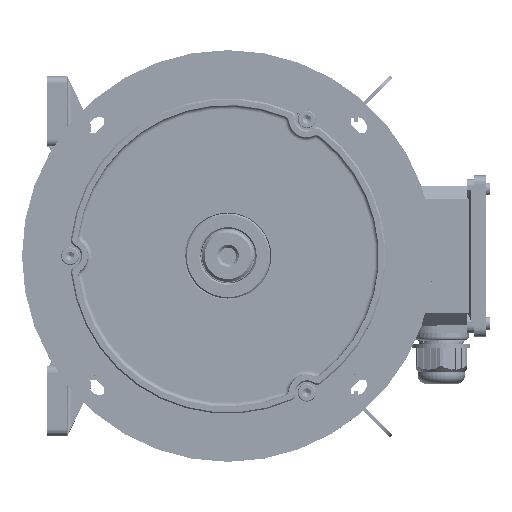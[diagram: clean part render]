
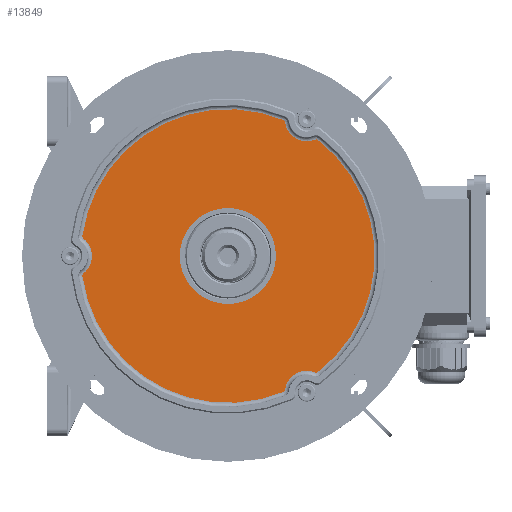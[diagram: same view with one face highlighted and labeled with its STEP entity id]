
A CAD part, top view. The second image highlights one B-rep face of the part: STEP entity #13849.
In plain terms, the highlighted planar face has unit normal (0, 0, 1).
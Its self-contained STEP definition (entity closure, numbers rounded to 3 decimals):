
#8235=FACE_BOUND('',#27214,.T.);
#8236=FACE_BOUND('',#27215,.T.);
#13849=ADVANCED_FACE('',(#8235,#8236),#18259,.F.);
#18259=PLANE('',#107562);
#27214=EDGE_LOOP('',(#48312));
#27215=EDGE_LOOP('',(#48313,#48314,#48315,#48316,#48317,#48318,#48319,#48320,
#48321,#48322,#48323,#48324));
#32362=CIRCLE('',#107540,107.);
#32365=CIRCLE('',#107544,107.);
#32367=CIRCLE('',#107547,107.);
#32371=CIRCLE('',#107552,35.);
#32372=CIRCLE('',#107553,16.);
#32373=CIRCLE('',#107554,2.);
#32374=CIRCLE('',#107555,2.);
#32375=CIRCLE('',#107556,16.);
#32376=CIRCLE('',#107557,2.);
#32377=CIRCLE('',#107558,2.);
#32378=CIRCLE('',#107559,16.);
#32379=CIRCLE('',#107560,2.);
#32380=CIRCLE('',#107561,2.);
#48312=ORIENTED_EDGE('',*,*,#79942,.F.);
#48313=ORIENTED_EDGE('',*,*,#79943,.T.);
#48314=ORIENTED_EDGE('',*,*,#79944,.T.);
#48315=ORIENTED_EDGE('',*,*,#79938,.T.);
#48316=ORIENTED_EDGE('',*,*,#79945,.T.);
#48317=ORIENTED_EDGE('',*,*,#79946,.T.);
#48318=ORIENTED_EDGE('',*,*,#79947,.T.);
#48319=ORIENTED_EDGE('',*,*,#79936,.T.);
#48320=ORIENTED_EDGE('',*,*,#79948,.T.);
#48321=ORIENTED_EDGE('',*,*,#79949,.T.);
#48322=ORIENTED_EDGE('',*,*,#79950,.T.);
#48323=ORIENTED_EDGE('',*,*,#79933,.T.);
#48324=ORIENTED_EDGE('',*,*,#79951,.T.);
#68175=VERTEX_POINT('',#165736);
#68176=VERTEX_POINT('',#165738);
#68177=VERTEX_POINT('',#165742);
#68178=VERTEX_POINT('',#165744);
#68179=VERTEX_POINT('',#165748);
#68180=VERTEX_POINT('',#165749);
#68183=VERTEX_POINT('',#165757);
#68184=VERTEX_POINT('',#165759);
#68185=VERTEX_POINT('',#165760);
#68186=VERTEX_POINT('',#165763);
#68187=VERTEX_POINT('',#165765);
#68188=VERTEX_POINT('',#165768);
#68189=VERTEX_POINT('',#165770);
#79933=EDGE_CURVE('',#68176,#68175,#32362,.T.);
#79936=EDGE_CURVE('',#68178,#68177,#32365,.T.);
#79938=EDGE_CURVE('',#68179,#68180,#32367,.T.);
#79942=EDGE_CURVE('',#68183,#68183,#32371,.T.);
#79943=EDGE_CURVE('',#68184,#68185,#32372,.T.);
#79944=EDGE_CURVE('',#68185,#68179,#32373,.T.);
#79945=EDGE_CURVE('',#68180,#68186,#32374,.T.);
#79946=EDGE_CURVE('',#68186,#68187,#32375,.T.);
#79947=EDGE_CURVE('',#68187,#68178,#32376,.T.);
#79948=EDGE_CURVE('',#68177,#68188,#32377,.T.);
#79949=EDGE_CURVE('',#68188,#68189,#32378,.T.);
#79950=EDGE_CURVE('',#68189,#68176,#32379,.T.);
#79951=EDGE_CURVE('',#68175,#68184,#32380,.T.);
#107540=AXIS2_PLACEMENT_3D('',#165737,#125141,#125142);
#107544=AXIS2_PLACEMENT_3D('',#165743,#125149,#125150);
#107547=AXIS2_PLACEMENT_3D('',#165747,#125155,#125156);
#107552=AXIS2_PLACEMENT_3D('',#165756,#125165,#125166);
#107553=AXIS2_PLACEMENT_3D('',#165758,#125167,#125168);
#107554=AXIS2_PLACEMENT_3D('',#165761,#125169,#125170);
#107555=AXIS2_PLACEMENT_3D('',#165762,#125171,#125172);
#107556=AXIS2_PLACEMENT_3D('',#165764,#125173,#125174);
#107557=AXIS2_PLACEMENT_3D('',#165766,#125175,#125176);
#107558=AXIS2_PLACEMENT_3D('',#165767,#125177,#125178);
#107559=AXIS2_PLACEMENT_3D('',#165769,#125179,#125180);
#107560=AXIS2_PLACEMENT_3D('',#165771,#125181,#125182);
#107561=AXIS2_PLACEMENT_3D('',#165772,#125183,#125184);
#107562=AXIS2_PLACEMENT_3D('',#165773,#125185,#125186);
#125141=DIRECTION('',(0.,0.,1.));
#125142=DIRECTION('',(0.,-1.,0.));
#125149=DIRECTION('',(0.,0.,1.));
#125150=DIRECTION('',(0.,-1.,0.));
#125155=DIRECTION('',(0.,0.,1.));
#125156=DIRECTION('',(0.,-1.,0.));
#125165=DIRECTION('',(0.,0.,1.));
#125166=DIRECTION('',(0.,-1.,0.));
#125167=DIRECTION('',(0.,0.,-1.));
#125168=DIRECTION('',(0.,1.,0.));
#125169=DIRECTION('',(0.,0.,1.));
#125170=DIRECTION('',(0.,1.,0.));
#125171=DIRECTION('',(0.,0.,1.));
#125172=DIRECTION('',(0.,1.,0.));
#125173=DIRECTION('',(0.,0.,-1.));
#125174=DIRECTION('',(0.,1.,0.));
#125175=DIRECTION('',(0.,0.,1.));
#125176=DIRECTION('',(0.,1.,0.));
#125177=DIRECTION('',(0.,0.,1.));
#125178=DIRECTION('',(0.,1.,0.));
#125179=DIRECTION('',(0.,0.,-1.));
#125180=DIRECTION('',(0.,1.,0.));
#125181=DIRECTION('',(0.,0.,1.));
#125182=DIRECTION('',(0.,1.,0.));
#125183=DIRECTION('',(0.,0.,1.));
#125184=DIRECTION('',(0.,1.,0.));
#125185=DIRECTION('',(0.,0.,-1.));
#125186=DIRECTION('',(0.,1.,0.));
#165736=CARTESIAN_POINT('',(-106.008,14.54,277.));
#165737=CARTESIAN_POINT('',(0.,0.,277.));
#165738=CARTESIAN_POINT('',(40.412,99.075,277.));
#165742=CARTESIAN_POINT('',(65.596,84.535,277.));
#165743=CARTESIAN_POINT('',(0.,0.,277.));
#165744=CARTESIAN_POINT('',(65.595,-84.535,277.));
#165747=CARTESIAN_POINT('',(0.,0.,277.));
#165748=CARTESIAN_POINT('',(-106.008,-14.54,277.));
#165749=CARTESIAN_POINT('',(40.412,-99.075,277.));
#165756=CARTESIAN_POINT('',(0.,0.,277.));
#165757=CARTESIAN_POINT('',(0.,-35.,277.));
#165758=CARTESIAN_POINT('',(-115.,0.,277.));
#165759=CARTESIAN_POINT('',(-105.245,12.683,277.));
#165760=CARTESIAN_POINT('',(-105.245,-12.683,277.));
#165761=CARTESIAN_POINT('',(-104.026,-14.268,277.));
#165762=CARTESIAN_POINT('',(39.657,-97.223,277.));
#165763=CARTESIAN_POINT('',(41.639,-97.486,277.));
#165764=CARTESIAN_POINT('',(57.5,-99.593,277.));
#165765=CARTESIAN_POINT('',(63.606,-84.804,277.));
#165766=CARTESIAN_POINT('',(64.369,-82.955,277.));
#165767=CARTESIAN_POINT('',(64.369,82.955,277.));
#165768=CARTESIAN_POINT('',(63.606,84.804,277.));
#165769=CARTESIAN_POINT('',(57.5,99.593,277.));
#165770=CARTESIAN_POINT('',(41.639,97.486,277.));
#165771=CARTESIAN_POINT('',(39.657,97.223,277.));
#165772=CARTESIAN_POINT('',(-104.026,14.268,277.));
#165773=CARTESIAN_POINT('',(107.,0.,277.));
